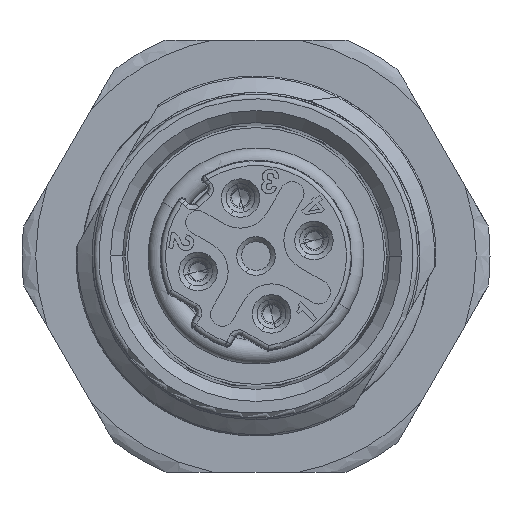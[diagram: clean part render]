
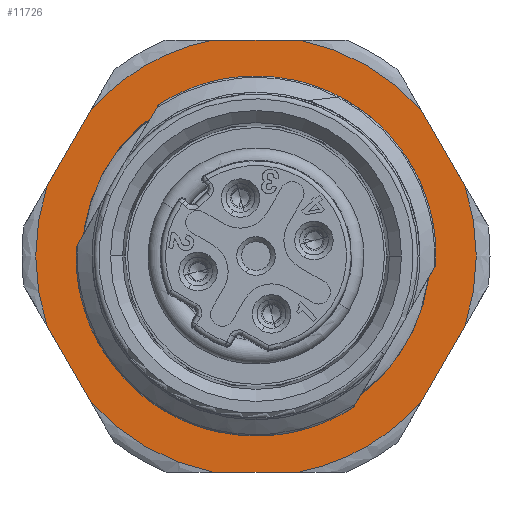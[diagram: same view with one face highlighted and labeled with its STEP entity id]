
A CAD part, front view. The second image highlights one B-rep face of the part: STEP entity #11726.
In plain terms, the highlighted planar face has unit normal (0, -1, 0).
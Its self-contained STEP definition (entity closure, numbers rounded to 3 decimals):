
#582=CARTESIAN_POINT('',(0.,-4.7,0.));
#583=DIRECTION('',(0.,1.,0.));
#584=DIRECTION('',(-0.751,0.,0.661));
#585=AXIS2_PLACEMENT_3D('',#582,#583,#584);
#587=CARTESIAN_POINT('',(0.,-4.7,0.));
#588=DIRECTION('',(0.,1.,0.));
#589=DIRECTION('',(-0.5,0.,0.866));
#590=AXIS2_PLACEMENT_3D('',#587,#588,#589);
#592=DIRECTION('',(1.,0.,0.));
#593=VECTOR('',#592,3.618);
#594=CARTESIAN_POINT('',(-1.809,-4.7,9.));
#595=LINE('',#594,#593);
#596=CARTESIAN_POINT('',(0.,-4.7,0.));
#597=DIRECTION('',(0.,1.,0.));
#598=DIRECTION('',(0.197,0.,0.98));
#599=AXIS2_PLACEMENT_3D('',#596,#597,#598);
#601=DIRECTION('',(0.5,0.,-0.866));
#602=VECTOR('',#601,3.618);
#603=CARTESIAN_POINT('',(6.89,-4.7,6.067));
#604=LINE('',#603,#602);
#605=CARTESIAN_POINT('',(0.,-4.7,0.));
#606=DIRECTION('',(0.,1.,0.));
#607=DIRECTION('',(0.948,0.,0.32));
#608=AXIS2_PLACEMENT_3D('',#605,#606,#607);
#610=DIRECTION('',(-0.5,0.,-0.866));
#611=VECTOR('',#610,3.618);
#612=CARTESIAN_POINT('',(8.699,-4.7,-2.933));
#613=LINE('',#612,#611);
#614=CARTESIAN_POINT('',(0.,-4.7,0.));
#615=DIRECTION('',(0.,1.,0.));
#616=DIRECTION('',(0.751,0.,-0.661));
#617=AXIS2_PLACEMENT_3D('',#614,#615,#616);
#619=CARTESIAN_POINT('',(0.,-4.7,0.));
#620=DIRECTION('',(0.,1.,0.));
#621=DIRECTION('',(0.5,0.,-0.866));
#622=AXIS2_PLACEMENT_3D('',#619,#620,#621);
#624=DIRECTION('',(-1.,0.,0.));
#625=VECTOR('',#624,3.618);
#626=CARTESIAN_POINT('',(1.809,-4.7,-9.));
#627=LINE('',#626,#625);
#628=CARTESIAN_POINT('',(0.,-4.7,0.));
#629=DIRECTION('',(0.,1.,0.));
#630=DIRECTION('',(-0.197,0.,-0.98));
#631=AXIS2_PLACEMENT_3D('',#628,#629,#630);
#633=DIRECTION('',(-0.5,0.,0.866));
#634=VECTOR('',#633,3.618);
#635=CARTESIAN_POINT('',(-6.89,-4.7,-6.067));
#636=LINE('',#635,#634);
#637=CARTESIAN_POINT('',(0.,-4.7,0.));
#638=DIRECTION('',(0.,1.,0.));
#639=DIRECTION('',(-0.948,0.,-0.32));
#640=AXIS2_PLACEMENT_3D('',#637,#638,#639);
#642=DIRECTION('',(0.5,0.,0.866));
#643=VECTOR('',#642,3.618);
#644=CARTESIAN_POINT('',(-8.699,-4.7,2.933));
#645=LINE('',#644,#643);
#646=CARTESIAN_POINT('',(1.622,-4.7,-7.066));
#647=CARTESIAN_POINT('',(1.933,-4.7,-7.007));
#648=CARTESIAN_POINT('',(2.541,-4.7,-6.849));
#649=CARTESIAN_POINT('',(3.421,-4.7,-6.494));
#650=CARTESIAN_POINT('',(3.969,-4.7,-6.185));
#651=CARTESIAN_POINT('',(4.234,-4.7,-6.012));
#653=DIRECTION('',(0.508,0.,0.862));
#654=VECTOR('',#653,0.261);
#655=CARTESIAN_POINT('',(4.234,-4.7,-6.012));
#656=LINE('',#655,#654);
#657=CARTESIAN_POINT('',(0.,-4.7,0.));
#658=DIRECTION('',(0.,-1.,0.));
#659=DIRECTION('',(0.602,0.,-0.798));
#660=AXIS2_PLACEMENT_3D('',#657,#658,#659);
#662=DIRECTION('',(0.492,0.,0.87));
#663=VECTOR('',#662,0.599);
#664=CARTESIAN_POINT('',(7.195,-4.7,-0.888));
#665=LINE('',#664,#663);
#666=CARTESIAN_POINT('',(7.491,-4.7,
-0.366));
#667=CARTESIAN_POINT('',(7.509,-4.7,0.03));
#668=CARTESIAN_POINT('',(7.482,-4.7,0.808));
#669=CARTESIAN_POINT('',(7.242,-4.7,1.976));
#670=CARTESIAN_POINT('',(6.978,-4.7,2.662));
#671=CARTESIAN_POINT('',(6.819,-4.7,2.991));
#673=CARTESIAN_POINT('',(6.819,-4.7,2.991));
#674=CARTESIAN_POINT('',(6.66,-4.7,3.321));
#675=CARTESIAN_POINT('',(6.298,-4.7,3.949));
#676=CARTESIAN_POINT('',(5.625,-4.7,4.8));
#677=CARTESIAN_POINT('',(4.837,-4.7,5.541));
#678=CARTESIAN_POINT('',(3.946,-4.7,6.16));
#679=CARTESIAN_POINT('',(3.308,-4.7,6.476));
#680=CARTESIAN_POINT('',(2.976,-4.7,6.611));
#682=CARTESIAN_POINT('',(0.,-4.7,0.));
#683=DIRECTION('',(0.,-1.,0.));
#684=DIRECTION('',(0.41,0.,0.912));
#685=AXIS2_PLACEMENT_3D('',#682,#683,#684);
#687=CARTESIAN_POINT('',(0.,-4.7,0.));
#688=DIRECTION('',(0.,-1.,0.));
#689=DIRECTION('',(-1.,0.,0.));
#690=AXIS2_PLACEMENT_3D('',#687,#688,#689);
#9281=CARTESIAN_POINT('',(7.195,-4.7,-0.888));
#9282=CARTESIAN_POINT('',(7.491,-4.7,
-0.366));
#9283=VERTEX_POINT('',#9281);
#9284=VERTEX_POINT('',#9282);
#9317=CARTESIAN_POINT('',(-4.59,-4.7,7.95));
#9318=CARTESIAN_POINT('',(-1.809,-4.7,9.));
#9319=VERTEX_POINT('',#9317);
#9320=VERTEX_POINT('',#9318);
#9321=CARTESIAN_POINT('',(-6.89,-4.7,6.067));
#9322=VERTEX_POINT('',#9321);
#9323=CARTESIAN_POINT('',(1.809,-4.7,9.));
#9324=VERTEX_POINT('',#9323);
#9325=CARTESIAN_POINT('',(6.89,-4.7,6.067));
#9326=VERTEX_POINT('',#9325);
#9327=CARTESIAN_POINT('',(8.699,-4.7,2.933));
#9328=VERTEX_POINT('',#9327);
#9329=CARTESIAN_POINT('',(8.699,-4.7,-2.933));
#9330=VERTEX_POINT('',#9329);
#9331=CARTESIAN_POINT('',(6.89,-4.7,-6.067));
#9332=VERTEX_POINT('',#9331);
#9333=CARTESIAN_POINT('',(4.59,-4.7,-7.95));
#9334=CARTESIAN_POINT('',(1.809,-4.7,-9.));
#9335=VERTEX_POINT('',#9333);
#9336=VERTEX_POINT('',#9334);
#9337=CARTESIAN_POINT('',(-1.809,-4.7,-9.));
#9338=VERTEX_POINT('',#9337);
#9339=CARTESIAN_POINT('',(-6.89,-4.7,-6.067));
#9340=VERTEX_POINT('',#9339);
#9341=CARTESIAN_POINT('',(-8.699,-4.7,-2.933));
#9342=VERTEX_POINT('',#9341);
#9343=CARTESIAN_POINT('',(-8.699,-4.7,2.933));
#9344=VERTEX_POINT('',#9343);
#9345=VERTEX_POINT('',#646);
#9346=VERTEX_POINT('',#651);
#9347=CARTESIAN_POINT('',(4.367,-4.7,-5.788));
#9348=VERTEX_POINT('',#9347);
#9349=VERTEX_POINT('',#671);
#9350=VERTEX_POINT('',#680);
#9351=CARTESIAN_POINT('',(-7.25,-4.7,0.));
#9352=VERTEX_POINT('',#9351);
#11674=CARTESIAN_POINT('',(0.,-4.7,0.));
#11675=DIRECTION('',(0.,-1.,0.));
#11676=DIRECTION('',(1.,0.,0.));
#11677=AXIS2_PLACEMENT_3D('',#11674,#11675,#11676);
#11678=PLANE('',#11677);
#11680=ORIENTED_EDGE('',*,*,#11679,.T.);
#11682=ORIENTED_EDGE('',*,*,#11681,.T.);
#11684=ORIENTED_EDGE('',*,*,#11683,.T.);
#11686=ORIENTED_EDGE('',*,*,#11685,.T.);
#11688=ORIENTED_EDGE('',*,*,#11687,.T.);
#11690=ORIENTED_EDGE('',*,*,#11689,.T.);
#11692=ORIENTED_EDGE('',*,*,#11691,.T.);
#11694=ORIENTED_EDGE('',*,*,#11693,.T.);
#11696=ORIENTED_EDGE('',*,*,#11695,.T.);
#11698=ORIENTED_EDGE('',*,*,#11697,.T.);
#11700=ORIENTED_EDGE('',*,*,#11699,.T.);
#11702=ORIENTED_EDGE('',*,*,#11701,.T.);
#11704=ORIENTED_EDGE('',*,*,#11703,.T.);
#11706=ORIENTED_EDGE('',*,*,#11705,.T.);
#11707=EDGE_LOOP('',(#11680,#11682,#11684,#11686,#11688,#11690,#11692,#11694,
#11696,#11698,#11700,#11702,#11704,#11706));
#11708=FACE_OUTER_BOUND('',#11707,.F.);
#11710=ORIENTED_EDGE('',*,*,#11709,.T.);
#11712=ORIENTED_EDGE('',*,*,#11711,.T.);
#11714=ORIENTED_EDGE('',*,*,#11713,.T.);
#11715=ORIENTED_EDGE('',*,*,#11617,.T.);
#11717=ORIENTED_EDGE('',*,*,#11716,.T.);
#11719=ORIENTED_EDGE('',*,*,#11718,.T.);
#11721=ORIENTED_EDGE('',*,*,#11720,.T.);
#11723=ORIENTED_EDGE('',*,*,#11722,.T.);
#11724=EDGE_LOOP('',(#11710,#11712,#11714,#11715,#11717,#11719,#11721,#11723));
#11725=FACE_BOUND('',#11724,.F.);
#586=CIRCLE('',#585,9.18);
#591=CIRCLE('',#590,9.18);
#600=CIRCLE('',#599,9.18);
#609=CIRCLE('',#608,9.18);
#618=CIRCLE('',#617,9.18);
#623=CIRCLE('',#622,9.18);
#632=CIRCLE('',#631,9.18);
#641=CIRCLE('',#640,9.18);
#652=B_SPLINE_CURVE_WITH_KNOTS('',3,(#646,#647,#648,#649,#650,#651),
.UNSPECIFIED.,.F.,.F.,(4,1,1,4),(0.,0.333,0.667,1.),
.UNSPECIFIED.);
#661=CIRCLE('',#660,7.25);
#672=B_SPLINE_CURVE_WITH_KNOTS('',3,(#666,#667,#668,#669,#670,#671),
.UNSPECIFIED.,.F.,.F.,(4,1,1,4),(0.,0.333,0.667,1.),
.UNSPECIFIED.);
#681=B_SPLINE_CURVE_WITH_KNOTS('',3,(#673,#674,#675,#676,#677,#678,#679,#680),
.UNSPECIFIED.,.F.,.F.,(4,1,1,1,1,4),(0.,0.2,0.4,0.6,0.8,1.),
.UNSPECIFIED.);
#686=CIRCLE('',#685,7.25);
#691=CIRCLE('',#690,7.25);
#11617=EDGE_CURVE('',#9283,#9284,#665,.T.);
#11679=EDGE_CURVE('',#9322,#9319,#586,.T.);
#11681=EDGE_CURVE('',#9319,#9320,#591,.T.);
#11683=EDGE_CURVE('',#9320,#9324,#595,.T.);
#11685=EDGE_CURVE('',#9324,#9326,#600,.T.);
#11687=EDGE_CURVE('',#9326,#9328,#604,.T.);
#11689=EDGE_CURVE('',#9328,#9330,#609,.T.);
#11691=EDGE_CURVE('',#9330,#9332,#613,.T.);
#11693=EDGE_CURVE('',#9332,#9335,#618,.T.);
#11695=EDGE_CURVE('',#9335,#9336,#623,.T.);
#11697=EDGE_CURVE('',#9336,#9338,#627,.T.);
#11699=EDGE_CURVE('',#9338,#9340,#632,.T.);
#11701=EDGE_CURVE('',#9340,#9342,#636,.T.);
#11703=EDGE_CURVE('',#9342,#9344,#641,.T.);
#11705=EDGE_CURVE('',#9344,#9322,#645,.T.);
#11709=EDGE_CURVE('',#9345,#9346,#652,.T.);
#11711=EDGE_CURVE('',#9346,#9348,#656,.T.);
#11713=EDGE_CURVE('',#9348,#9283,#661,.T.);
#11716=EDGE_CURVE('',#9284,#9349,#672,.T.);
#11718=EDGE_CURVE('',#9349,#9350,#681,.T.);
#11720=EDGE_CURVE('',#9350,#9352,#686,.T.);
#11722=EDGE_CURVE('',#9352,#9345,#691,.T.);
#11726=ADVANCED_FACE('',(#11708,#11725),#11678,.T.);
